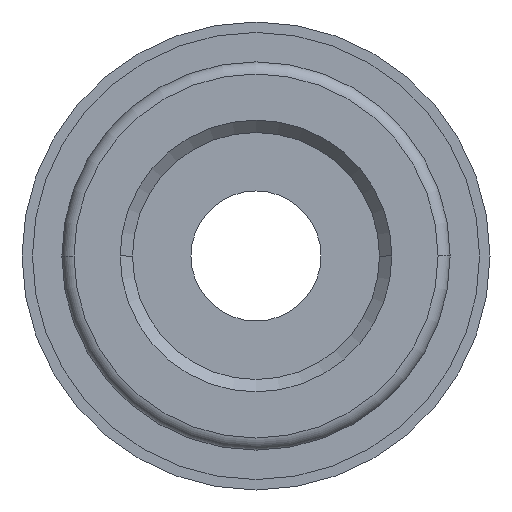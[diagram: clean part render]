
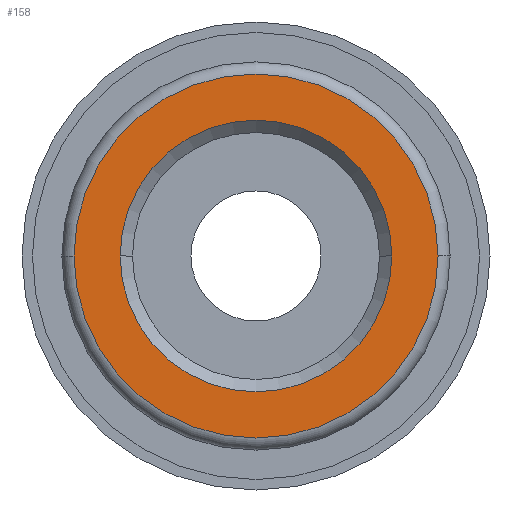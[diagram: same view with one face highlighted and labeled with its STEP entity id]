
A CAD part, front view. The second image highlights one B-rep face of the part: STEP entity #158.
In plain terms, the highlighted planar face has unit normal (0, -1, 0).
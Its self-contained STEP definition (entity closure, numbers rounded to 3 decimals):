
#158=ADVANCED_FACE('',(#339,#340),#341,.T.);
#339=FACE_BOUND('',#534,.T.);
#340=FACE_OUTER_BOUND('',#535,.T.);
#341=PLANE('',#536);
#534=EDGE_LOOP('',(#903,#904));
#535=EDGE_LOOP('',(#905,#906));
#536=AXIS2_PLACEMENT_3D('',#907,#908,#909);
#903=ORIENTED_EDGE('',*,*,#1137,.T.);
#904=ORIENTED_EDGE('',*,*,#1204,.T.);
#905=ORIENTED_EDGE('',*,*,#1160,.T.);
#906=ORIENTED_EDGE('',*,*,#1083,.T.);
#907=CARTESIAN_POINT('',(0.0,0.0,0.0));
#908=DIRECTION('',(0.0,-1.0,0.0));
#909=DIRECTION('',(-1.0,0.0,0.0));
#1083=EDGE_CURVE('',#1273,#1270,#1274,.T.);
#1137=EDGE_CURVE('',#1362,#1360,#1363,.T.);
#1160=EDGE_CURVE('',#1270,#1273,#1394,.T.);
#1204=EDGE_CURVE('',#1360,#1362,#1450,.T.);
#1270=VERTEX_POINT('',#1520);
#1273=VERTEX_POINT('',#1524);
#1274=CIRCLE('',#1525,7.0);
#1360=VERTEX_POINT('',#1622);
#1362=VERTEX_POINT('',#1625);
#1363=CIRCLE('',#1626,5.225);
#1394=CIRCLE('',#1662,7.0);
#1450=CIRCLE('',#1732,5.225);
#1520=CARTESIAN_POINT('',(7.0,0.0,0.0));
#1524=CARTESIAN_POINT('',(-7.0,0.0,0.));
#1525=AXIS2_PLACEMENT_3D('',#1806,#1807,#1808);
#1622=CARTESIAN_POINT('',(5.225,0.0,0.));
#1625=CARTESIAN_POINT('',(-5.225,0.0,0.));
#1626=AXIS2_PLACEMENT_3D('',#1908,#1909,#1910);
#1662=AXIS2_PLACEMENT_3D('',#1946,#1947,#1948);
#1732=AXIS2_PLACEMENT_3D('',#2005,#2006,#2007);
#1806=CARTESIAN_POINT('',(0.0,0.0,0.0));
#1807=DIRECTION('',(0.0,-1.0,0.0));
#1808=DIRECTION('',(1.0,0.0,0.0));
#1908=CARTESIAN_POINT('',(0.0,0.0,0.0));
#1909=DIRECTION('',(-0.0,1.0,0.0));
#1910=DIRECTION('',(1.0,0.0,0.0));
#1946=CARTESIAN_POINT('',(0.0,0.0,0.0));
#1947=DIRECTION('',(0.0,-1.0,0.0));
#1948=DIRECTION('',(1.0,0.0,0.0));
#2005=CARTESIAN_POINT('',(0.0,0.0,0.0));
#2006=DIRECTION('',(-0.0,1.0,0.0));
#2007=DIRECTION('',(1.0,0.0,0.0));
